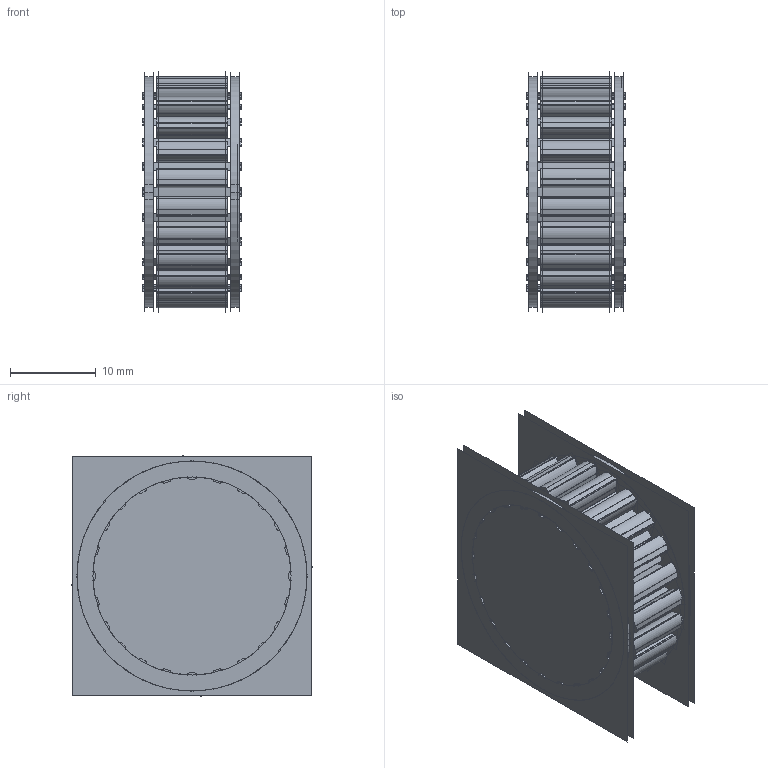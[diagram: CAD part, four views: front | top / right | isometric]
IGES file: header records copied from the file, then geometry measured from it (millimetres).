
Start section:  PTC IGES file: fe427m.igs
Global section: file name: fe427m.igs; native system: Creo Parametric by Parametric Technology Corporation; preprocessor: 2013150; author: sales 4; organization: Unknown; date: 20140324.141520; units: millimetre
Bounding box: 11.44 x 28.12 x 28.12 mm (x, y, z)
Volume: 1600.2 mm3; surface area: 31932.5 mm2
Topology: 25 solids, 25 shells, 2090 faces, 11064 edges, 13972 vertices
Faces by surface type: bspline 1122, revolution 968
